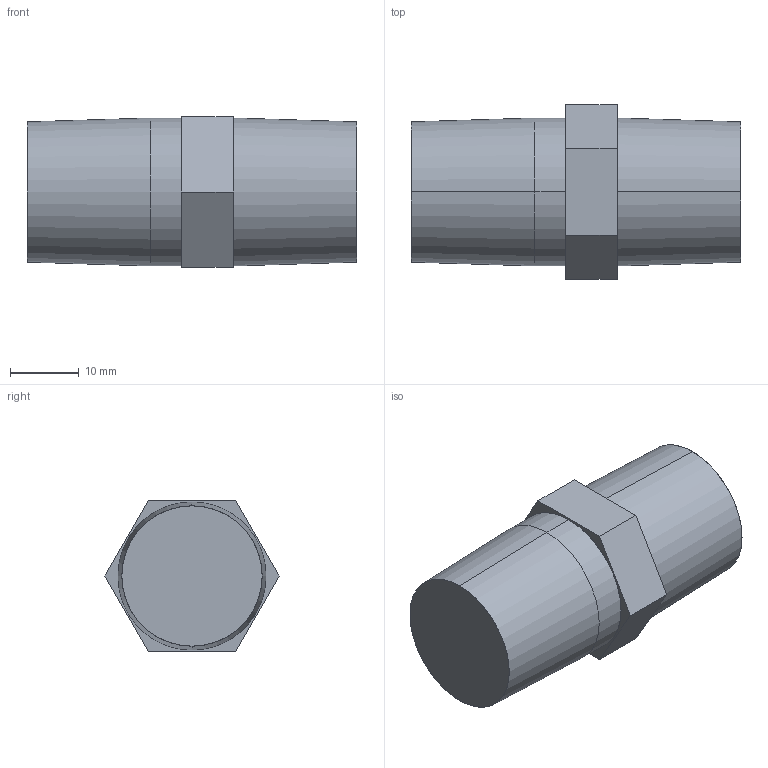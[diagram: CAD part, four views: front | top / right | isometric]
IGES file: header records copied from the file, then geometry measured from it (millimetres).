
Start section: SolidWorks IGES file using analytic representation for surfaces
Global section: file name: C_4.IGS; native system: SolidWorks 2009; preprocessor: SolidWorks 2009; author: nishi; date: 131213.225847; units: millimetre
Bounding box: 48 x 25.4 x 22 mm (x, y, z)
Surface area: 4018.2 mm2 (no closed solid volume)
Topology: 0 solids, 0 shells, 16 faces, 188 edges, 188 vertices
Faces by surface type: bspline 10, revolution 6
